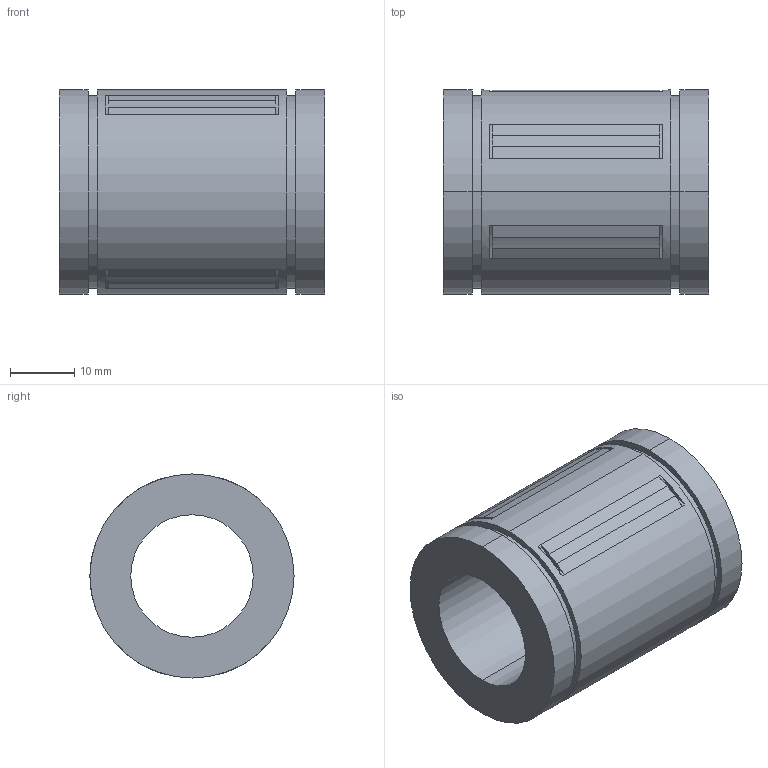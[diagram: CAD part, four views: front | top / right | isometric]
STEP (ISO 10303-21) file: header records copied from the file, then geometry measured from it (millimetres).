
FILE_DESCRIPTION (( 'STEP AP214' ), '1' );
FILE_NAME ('LARSACC-008.step', '2016-04-25T19:32:53', ( '' ), ( '' ), 'SwSTEP 2.0', 'SolidWorks 2015', '' );
FILE_SCHEMA (( 'AUTOMOTIVE_DESIGN' ));
Length unit declared in the file: inch
Products named in the file (1): LARSACC-008
Bounding box: 41.27 x 31.75 x 31.75 mm (x, y, z)
Volume: 20621.1 mm3; surface area: 7993.9 mm2
Topology: 1 solids, 1 shells, 65 faces, 142 edges, 88 vertices
Faces by surface type: plane 36, cylinder 29
Entity records: 1828 total; most frequent: DIRECTION 342, CARTESIAN_POINT 296, ORIENTED_EDGE 284, EDGE_CURVE 142, AXIS2_PLACEMENT_3D 134, VERTEX_POINT 88, EDGE_LOOP 76, VECTOR 74
